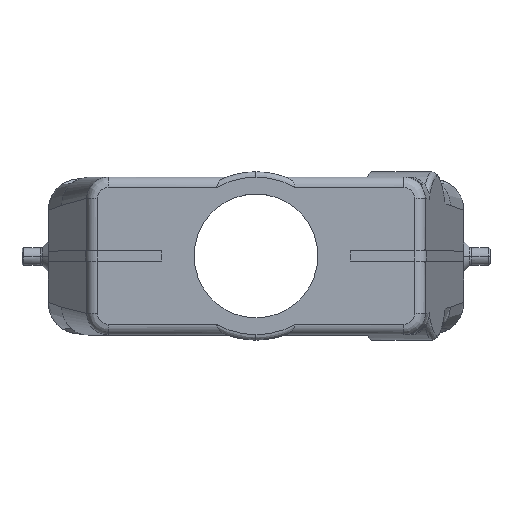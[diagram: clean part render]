
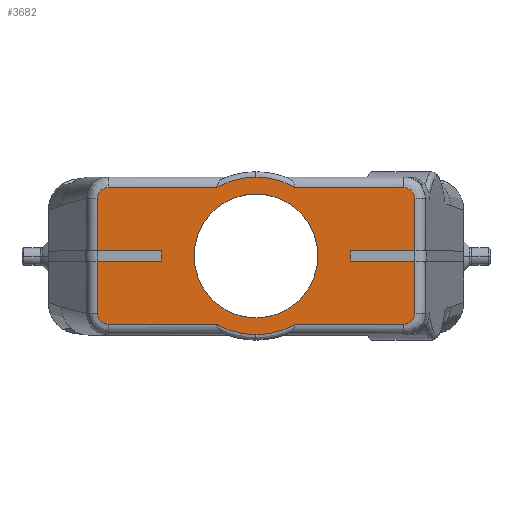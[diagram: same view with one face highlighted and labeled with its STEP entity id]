
A CAD part, top view. The second image highlights one B-rep face of the part: STEP entity #3682.
In plain terms, the highlighted planar face has unit normal (0, 0, 1).
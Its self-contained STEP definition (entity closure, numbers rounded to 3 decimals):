
#2456=(
BOUNDED_CURVE()
B_SPLINE_CURVE(2,(#14308,#14309,#14310),.UNSPECIFIED.,.F.,.F.)
B_SPLINE_CURVE_WITH_KNOTS((3,3),(0.,1.),.UNSPECIFIED.)
CURVE()
GEOMETRIC_REPRESENTATION_ITEM()
RATIONAL_B_SPLINE_CURVE((1.,0.966,1.))
REPRESENTATION_ITEM('')
);
#2458=(
BOUNDED_CURVE()
B_SPLINE_CURVE(2,(#14336,#14337,#14338),.UNSPECIFIED.,.F.,.F.)
B_SPLINE_CURVE_WITH_KNOTS((3,3),(0.,1.),.UNSPECIFIED.)
CURVE()
GEOMETRIC_REPRESENTATION_ITEM()
RATIONAL_B_SPLINE_CURVE((1.,0.966,1.))
REPRESENTATION_ITEM('')
);
#2463=(
BOUNDED_CURVE()
B_SPLINE_CURVE(2,(#14421,#14422,#14423),.UNSPECIFIED.,.F.,.F.)
B_SPLINE_CURVE_WITH_KNOTS((3,3),(0.,1.),.UNSPECIFIED.)
CURVE()
GEOMETRIC_REPRESENTATION_ITEM()
RATIONAL_B_SPLINE_CURVE((1.,0.966,1.))
REPRESENTATION_ITEM('')
);
#2465=(
BOUNDED_CURVE()
B_SPLINE_CURVE(2,(#14485,#14486,#14487),.UNSPECIFIED.,.F.,.F.)
B_SPLINE_CURVE_WITH_KNOTS((3,3),(0.,1.),.UNSPECIFIED.)
CURVE()
GEOMETRIC_REPRESENTATION_ITEM()
RATIONAL_B_SPLINE_CURVE((1.,0.966,1.))
REPRESENTATION_ITEM('')
);
#2547=FACE_BOUND('',#4965,.T.);
#2548=FACE_BOUND('',#4966,.T.);
#2858=CIRCLE('',#11367,11.77);
#2859=CIRCLE('',#11368,18.);
#2860=CIRCLE('',#11369,18.);
#3259=B_SPLINE_CURVE_WITH_KNOTS('',1,(#17566,#17567),.UNSPECIFIED.,.F.,
 .F.,(2,2),(0.,1.),.UNSPECIFIED.);
#3261=B_SPLINE_CURVE_WITH_KNOTS('',3,(#17576,#17577,#17578,#17579),
 .UNSPECIFIED.,.F.,.F.,(4,4),(0.,1.),.UNSPECIFIED.);
#3262=B_SPLINE_CURVE_WITH_KNOTS('',1,(#17670,#17671),.UNSPECIFIED.,.F.,
 .F.,(2,2),(0.,1.),.UNSPECIFIED.);
#3268=B_SPLINE_CURVE_WITH_KNOTS('',1,(#17710,#17711),.UNSPECIFIED.,.F.,
 .F.,(2,2),(0.,1.),.UNSPECIFIED.);
#3271=B_SPLINE_CURVE_WITH_KNOTS('',1,(#17808,#17809),.UNSPECIFIED.,.F.,
 .F.,(2,2),(0.,1.),.UNSPECIFIED.);
#3272=B_SPLINE_CURVE_WITH_KNOTS('',3,(#17811,#17812,#17813,#17814),
 .UNSPECIFIED.,.F.,.F.,(4,4),(0.,1.),.UNSPECIFIED.);
#3273=B_SPLINE_CURVE_WITH_KNOTS('',1,(#17816,#17817),.UNSPECIFIED.,.F.,
 .F.,(2,2),(0.,1.),.UNSPECIFIED.);
#3274=B_SPLINE_CURVE_WITH_KNOTS('',1,(#17818,#17819),.UNSPECIFIED.,.F.,
 .F.,(2,2),(0.,1.),.UNSPECIFIED.);
#3275=B_SPLINE_CURVE_WITH_KNOTS('',3,(#17821,#17822,#17823,#17824),
 .UNSPECIFIED.,.F.,.F.,(4,4),(0.,1.),.UNSPECIFIED.);
#3276=B_SPLINE_CURVE_WITH_KNOTS('',1,(#17826,#17827),.UNSPECIFIED.,.F.,
 .F.,(2,2),(0.,1.),.UNSPECIFIED.);
#3277=B_SPLINE_CURVE_WITH_KNOTS('',3,(#17829,#17830,#17831,#17832),
 .UNSPECIFIED.,.F.,.F.,(4,4),(0.,1.),.UNSPECIFIED.);
#3278=B_SPLINE_CURVE_WITH_KNOTS('',1,(#17834,#17835),.UNSPECIFIED.,.F.,
 .F.,(2,2),(0.,1.),.UNSPECIFIED.);
#3682=ADVANCED_FACE('F280',(#2547,#2548),#4078,.T.);
#4078=PLANE('',#11370);
#4965=EDGE_LOOP('',(#6487));
#4966=EDGE_LOOP('',(#6488,#6489,#6490,#6491,#6492,#6493,#6494,#6495,#6496,
#6497,#6498,#6499,#6500,#6501,#6502,#6503,#6504,#6505,#6506,#6507,#6508,
#6509));
#6487=ORIENTED_EDGE('',*,*,#9420,.T.);
#6488=ORIENTED_EDGE('',*,*,#8759,.T.);
#6489=ORIENTED_EDGE('',*,*,#9421,.T.);
#6490=ORIENTED_EDGE('',*,*,#8781,.F.);
#6491=ORIENTED_EDGE('',*,*,#9422,.F.);
#6492=ORIENTED_EDGE('',*,*,#9423,.F.);
#6493=ORIENTED_EDGE('',*,*,#9424,.F.);
#6494=ORIENTED_EDGE('',*,*,#8861,.F.);
#6495=ORIENTED_EDGE('',*,*,#8865,.F.);
#6496=ORIENTED_EDGE('',*,*,#9425,.F.);
#6497=ORIENTED_EDGE('',*,*,#9426,.F.);
#6498=ORIENTED_EDGE('',*,*,#9427,.F.);
#6499=ORIENTED_EDGE('',*,*,#8767,.F.);
#6500=ORIENTED_EDGE('',*,*,#9428,.T.);
#6501=ORIENTED_EDGE('',*,*,#8750,.T.);
#6502=ORIENTED_EDGE('',*,*,#9378,.T.);
#6503=ORIENTED_EDGE('',*,*,#9380,.T.);
#6504=ORIENTED_EDGE('',*,*,#9381,.T.);
#6505=ORIENTED_EDGE('',*,*,#8852,.T.);
#6506=ORIENTED_EDGE('',*,*,#8849,.T.);
#6507=ORIENTED_EDGE('',*,*,#9387,.T.);
#6508=ORIENTED_EDGE('',*,*,#9429,.T.);
#6509=ORIENTED_EDGE('',*,*,#9430,.T.);
#7935=VERTEX_POINT('',#13808);
#7936=VERTEX_POINT('',#13809);
#7943=VERTEX_POINT('',#13825);
#7944=VERTEX_POINT('',#13827);
#7950=VERTEX_POINT('',#13842);
#7951=VERTEX_POINT('',#13844);
#7957=VERTEX_POINT('',#13857);
#7964=VERTEX_POINT('',#13872);
#8030=VERTEX_POINT('',#14296);
#8032=VERTEX_POINT('',#14307);
#8034=VERTEX_POINT('',#14332);
#8041=VERTEX_POINT('',#14419);
#8043=VERTEX_POINT('',#14424);
#8046=VERTEX_POINT('',#14484);
#8359=VERTEX_POINT('',#17565);
#8360=VERTEX_POINT('',#17575);
#8364=VERTEX_POINT('',#17709);
#8385=VERTEX_POINT('',#17806);
#8386=VERTEX_POINT('',#17810);
#8387=VERTEX_POINT('',#17815);
#8388=VERTEX_POINT('',#17820);
#8389=VERTEX_POINT('',#17825);
#8390=VERTEX_POINT('',#17833);
#8750=EDGE_CURVE('E718',#7935,#7936,#10023,.T.);
#8759=EDGE_CURVE('',#7944,#7943,#10030,.T.);
#8767=EDGE_CURVE('',#7950,#7951,#10035,.T.);
#8781=EDGE_CURVE('',#7964,#7957,#10044,.T.);
#8849=EDGE_CURVE('E897',#8030,#8032,#2456,.T.);
#8852=EDGE_CURVE('E894',#8034,#8030,#2458,.T.);
#8861=EDGE_CURVE('',#8041,#8043,#2463,.T.);
#8865=EDGE_CURVE('',#8046,#8041,#2465,.T.);
#9378=EDGE_CURVE('E625',#7936,#8359,#3259,.T.);
#9380=EDGE_CURVE('E568',#8359,#8360,#3261,.T.);
#9381=EDGE_CURVE('E697',#8360,#8034,#3262,.T.);
#9387=EDGE_CURVE('E701',#8032,#8364,#3268,.T.);
#9420=EDGE_CURVE('',#8385,#8385,#2858,.T.);
#9421=EDGE_CURVE('',#7943,#7957,#2859,.T.);
#9422=EDGE_CURVE('',#8386,#7964,#3271,.T.);
#9423=EDGE_CURVE('',#8387,#8386,#3272,.T.);
#9424=EDGE_CURVE('',#8043,#8387,#3273,.T.);
#9425=EDGE_CURVE('',#8388,#8046,#3274,.T.);
#9426=EDGE_CURVE('',#8389,#8388,#3275,.T.);
#9427=EDGE_CURVE('',#7951,#8389,#3276,.T.);
#9428=EDGE_CURVE('',#7950,#7935,#2860,.T.);
#9429=EDGE_CURVE('E640',#8364,#8390,#3277,.T.);
#9430=EDGE_CURVE('E717',#8390,#7944,#3278,.T.);
#10023=LINE('',#13807,#10547);
#10030=LINE('',#13826,#10554);
#10035=LINE('',#13843,#10559);
#10044=LINE('',#13873,#10568);
#10547=VECTOR('',#11812,1.);
#10554=VECTOR('',#11825,1.);
#10559=VECTOR('',#11836,1.);
#10568=VECTOR('',#11855,1.);
#11367=AXIS2_PLACEMENT_3D('',#17805,#12612,#12613);
#11368=AXIS2_PLACEMENT_3D('',#17807,#12614,#12615);
#11369=AXIS2_PLACEMENT_3D('',#17828,#12616,#12617);
#11370=AXIS2_PLACEMENT_3D('',#17836,#12618,#12619);
#11812=DIRECTION('',(-1.,0.,0.));
#11825=DIRECTION('',(-1.,0.,0.));
#11836=DIRECTION('',(-1.,0.,0.));
#11855=DIRECTION('',(-1.,0.,0.));
#12612=DIRECTION('',(0.,0.,-1.));
#12613=DIRECTION('',(-1.,0.,0.));
#12614=DIRECTION('',(0.,0.,1.));
#12615=DIRECTION('',(1.,0.,0.));
#12616=DIRECTION('',(0.,0.,1.));
#12617=DIRECTION('',(1.,0.,0.));
#12618=DIRECTION('',(0.,0.,1.));
#12619=DIRECTION('',(0.,1.,0.));
#13807=CARTESIAN_POINT('',(33.139,-1.,69.3));
#13808=CARTESIAN_POINT('',(-17.972,-1.,69.3));
#13809=CARTESIAN_POINT('',(-30.2,-1.,69.3));
#13825=CARTESIAN_POINT('',(17.972,-1.,69.3));
#13826=CARTESIAN_POINT('',(33.139,-1.,69.3));
#13827=CARTESIAN_POINT('',(30.2,-1.,69.3));
#13842=CARTESIAN_POINT('',(-17.972,1.,69.3));
#13843=CARTESIAN_POINT('',(-40.588,1.,69.3));
#13844=CARTESIAN_POINT('',(-30.2,1.,69.3));
#13857=CARTESIAN_POINT('',(17.972,1.,69.3));
#13872=CARTESIAN_POINT('',(30.2,1.,69.3));
#13873=CARTESIAN_POINT('',(-40.588,1.,69.3));
#14296=CARTESIAN_POINT('',(0.,-15.,69.3));
#14307=CARTESIAN_POINT('',(7.483,-13.,69.3));
#14308=CARTESIAN_POINT('',(0.,-15.,69.3));
#14309=CARTESIAN_POINT('',(4.009,-15.,69.3));
#14310=CARTESIAN_POINT('',(7.483,-13.,69.3));
#14332=CARTESIAN_POINT('',(-7.483,-13.,69.3));
#14336=CARTESIAN_POINT('',(-7.483,-13.,69.3));
#14337=CARTESIAN_POINT('',(-4.009,-15.,69.3));
#14338=CARTESIAN_POINT('',(0.,-15.,69.3));
#14419=CARTESIAN_POINT('',(0.,15.,69.3));
#14421=CARTESIAN_POINT('',(0.,15.,69.3));
#14422=CARTESIAN_POINT('',(4.009,15.,69.3));
#14423=CARTESIAN_POINT('',(7.483,13.,69.3));
#14424=CARTESIAN_POINT('',(7.483,13.,69.3));
#14484=CARTESIAN_POINT('',(-7.483,13.,69.3));
#14485=CARTESIAN_POINT('',(-7.483,13.,69.3));
#14486=CARTESIAN_POINT('',(-4.009,15.,69.3));
#14487=CARTESIAN_POINT('',(0.,15.,69.3));
#17565=CARTESIAN_POINT('',(-30.2,-10.936,69.3));
#17566=CARTESIAN_POINT('',(-30.2,-1.,69.3));
#17567=CARTESIAN_POINT('',(-30.2,-10.936,69.3));
#17575=CARTESIAN_POINT('',(-28.127,-13.,69.3));
#17576=CARTESIAN_POINT('',(-30.2,-10.936,69.3));
#17577=CARTESIAN_POINT('',(-30.2,-11.968,69.3));
#17578=CARTESIAN_POINT('',(-29.164,-13.,69.3));
#17579=CARTESIAN_POINT('',(-28.127,-13.,69.3));
#17670=CARTESIAN_POINT('',(-28.127,-13.,69.3));
#17671=CARTESIAN_POINT('',(-7.483,-13.,69.3));
#17709=CARTESIAN_POINT('',(28.127,-13.,69.3));
#17710=CARTESIAN_POINT('',(7.483,-13.,69.3));
#17711=CARTESIAN_POINT('',(28.127,-13.,69.3));
#17805=CARTESIAN_POINT('',(0.,0.,69.3));
#17806=CARTESIAN_POINT('',(-11.77,0.,69.3));
#17807=CARTESIAN_POINT('',(0.,0.,69.3));
#17808=CARTESIAN_POINT('',(30.2,10.936,69.3));
#17809=CARTESIAN_POINT('',(30.2,1.,69.3));
#17810=CARTESIAN_POINT('',(30.2,10.936,69.3));
#17811=CARTESIAN_POINT('',(28.127,13.,69.3));
#17812=CARTESIAN_POINT('',(29.164,13.,69.3));
#17813=CARTESIAN_POINT('',(30.2,11.968,69.3));
#17814=CARTESIAN_POINT('',(30.2,10.936,69.3));
#17815=CARTESIAN_POINT('',(28.127,13.,69.3));
#17816=CARTESIAN_POINT('',(7.483,13.,69.3));
#17817=CARTESIAN_POINT('',(28.127,13.,69.3));
#17818=CARTESIAN_POINT('',(-28.127,13.,69.3));
#17819=CARTESIAN_POINT('',(-7.483,13.,69.3));
#17820=CARTESIAN_POINT('',(-28.127,13.,69.3));
#17821=CARTESIAN_POINT('',(-30.2,10.936,69.3));
#17822=CARTESIAN_POINT('',(-30.2,11.968,69.3));
#17823=CARTESIAN_POINT('',(-29.164,13.,69.3));
#17824=CARTESIAN_POINT('',(-28.127,13.,69.3));
#17825=CARTESIAN_POINT('',(-30.2,10.936,69.3));
#17826=CARTESIAN_POINT('',(-30.2,1.,69.3));
#17827=CARTESIAN_POINT('',(-30.2,10.936,69.3));
#17828=CARTESIAN_POINT('',(0.,0.,69.3));
#17829=CARTESIAN_POINT('',(28.127,-13.,69.3));
#17830=CARTESIAN_POINT('',(29.164,-13.,69.3));
#17831=CARTESIAN_POINT('',(30.2,-11.968,69.3));
#17832=CARTESIAN_POINT('',(30.2,-10.936,69.3));
#17833=CARTESIAN_POINT('',(30.2,-10.936,69.3));
#17834=CARTESIAN_POINT('',(30.2,-10.936,69.3));
#17835=CARTESIAN_POINT('',(30.2,-1.,69.3));
#17836=CARTESIAN_POINT('',(33.139,-16.9,69.3));
